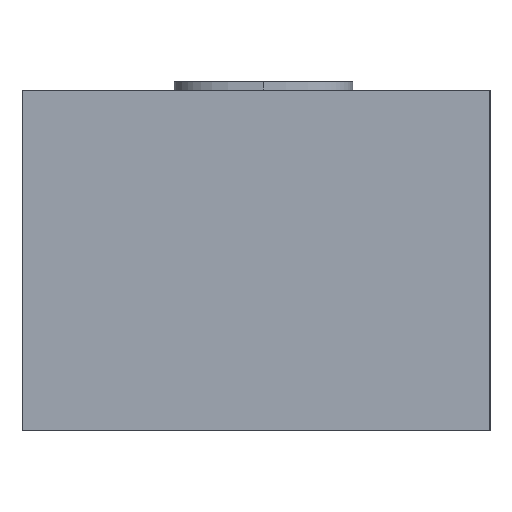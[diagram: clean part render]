
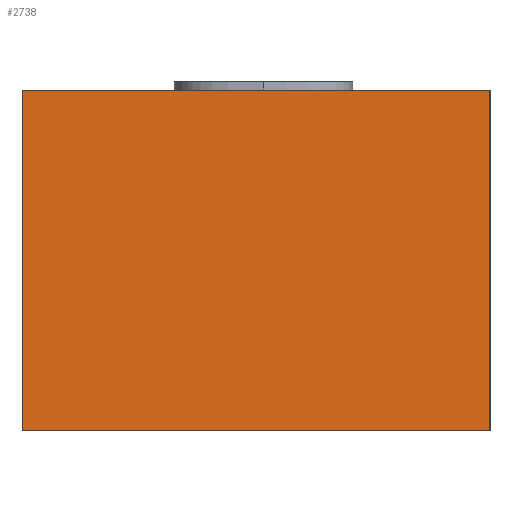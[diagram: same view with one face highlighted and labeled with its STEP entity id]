
A CAD part, left-side view. The second image highlights one B-rep face of the part: STEP entity #2738.
In plain terms, the highlighted planar face has unit normal (-1, 0, 0).
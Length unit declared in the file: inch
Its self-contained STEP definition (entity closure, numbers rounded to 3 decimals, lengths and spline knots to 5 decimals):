
#46 = PLANE('',#47);
#47 = AXIS2_PLACEMENT_3D('',#48,#49,#50);
#48 = CARTESIAN_POINT('',(-0.0434,-0.01083,
    0.01575));
#49 = DIRECTION('',(0.,0.,-1.));
#50 = DIRECTION('',(1.,0.,0.));
#71 = VERTEX_POINT('',#72);
#72 = CARTESIAN_POINT('',(-0.02264,-0.01083,
    0.01575));
#86 = PLANE('',#87);
#87 = AXIS2_PLACEMENT_3D('',#88,#89,#90);
#88 = CARTESIAN_POINT('',(-0.0434,-0.01083,
    0.01378));
#89 = DIRECTION('',(0.,1.,0.));
#90 = DIRECTION('',(-1.,0.,0.));
#98 = EDGE_CURVE('',#71,#99,#101,.T.);
#99 = VERTEX_POINT('',#100);
#100 = CARTESIAN_POINT('',(-0.02264,0.01083,
    0.01575));
#101 = SURFACE_CURVE('',#102,(#106,#113),.PCURVE_S1.);
#102 = LINE('',#103,#104);
#103 = CARTESIAN_POINT('',(-0.02264,-0.01083,
    0.01575));
#104 = VECTOR('',#105,0.03937);
#105 = DIRECTION('',(0.,1.,0.));
#106 = PCURVE('',#46,#107);
#107 = DEFINITIONAL_REPRESENTATION('',(#108),#112);
#108 = LINE('',#109,#110);
#109 = CARTESIAN_POINT('',(0.021,0.));
#110 = VECTOR('',#111,1.);
#111 = DIRECTION('',(0.,-1.));
#112 = ( GEOMETRIC_REPRESENTATION_CONTEXT(2) 
PARAMETRIC_REPRESENTATION_CONTEXT() REPRESENTATION_CONTEXT('2D SPACE',''
  ) );
#113 = PCURVE('',#114,#119);
#114 = PLANE('',#115);
#115 = AXIS2_PLACEMENT_3D('',#116,#117,#118);
#116 = CARTESIAN_POINT('',(-0.02264,-0.01083,
    0.01575));
#117 = DIRECTION('',(-1.,0.,0.));
#118 = DIRECTION('',(0.,0.,-1.));
#119 = DEFINITIONAL_REPRESENTATION('',(#120),#124);
#120 = LINE('',#121,#122);
#121 = CARTESIAN_POINT('',(0.,0.));
#122 = VECTOR('',#123,1.);
#123 = DIRECTION('',(0.,-1.));
#124 = ( GEOMETRIC_REPRESENTATION_CONTEXT(2) 
PARAMETRIC_REPRESENTATION_CONTEXT() REPRESENTATION_CONTEXT('2D SPACE',''
  ) );
#142 = PLANE('',#143);
#143 = AXIS2_PLACEMENT_3D('',#144,#145,#146);
#144 = CARTESIAN_POINT('',(-0.0434,0.01083,
    0.01575));
#145 = DIRECTION('',(0.,-1.,0.));
#146 = DIRECTION('',(0.,0.,-1.));
#500 = VERTEX_POINT('',#501);
#501 = CARTESIAN_POINT('',(-0.02264,-0.01083,
    0.));
#515 = PLANE('',#516);
#516 = AXIS2_PLACEMENT_3D('',#517,#518,#519);
#517 = CARTESIAN_POINT('',(-0.02264,-0.01083,
    0.));
#518 = DIRECTION('',(0.,0.,1.));
#519 = DIRECTION('',(0.,-1.,0.));
#527 = EDGE_CURVE('',#71,#500,#528,.T.);
#528 = SURFACE_CURVE('',#529,(#533,#540),.PCURVE_S1.);
#529 = LINE('',#530,#531);
#530 = CARTESIAN_POINT('',(-0.02264,-0.01083,
    0.01575));
#531 = VECTOR('',#532,0.03937);
#532 = DIRECTION('',(0.,0.,-1.));
#533 = PCURVE('',#86,#534);
#534 = DEFINITIONAL_REPRESENTATION('',(#535),#539);
#535 = LINE('',#536,#537);
#536 = CARTESIAN_POINT('',(-0.021,0.002));
#537 = VECTOR('',#538,1.);
#538 = DIRECTION('',(0.,-1.));
#539 = ( GEOMETRIC_REPRESENTATION_CONTEXT(2) 
PARAMETRIC_REPRESENTATION_CONTEXT() REPRESENTATION_CONTEXT('2D SPACE',''
  ) );
#540 = PCURVE('',#114,#541);
#541 = DEFINITIONAL_REPRESENTATION('',(#542),#546);
#542 = LINE('',#543,#544);
#543 = CARTESIAN_POINT('',(0.,0.));
#544 = VECTOR('',#545,1.);
#545 = DIRECTION('',(1.,0.));
#546 = ( GEOMETRIC_REPRESENTATION_CONTEXT(2) 
PARAMETRIC_REPRESENTATION_CONTEXT() REPRESENTATION_CONTEXT('2D SPACE',''
  ) );
#2738 = ADVANCED_FACE('',(#2739),#114,.T.);
#2739 = FACE_BOUND('',#2740,.T.);
#2740 = EDGE_LOOP('',(#2741,#2764,#2785,#2786));
#2741 = ORIENTED_EDGE('',*,*,#2742,.T.);
#2742 = EDGE_CURVE('',#99,#2743,#2745,.T.);
#2743 = VERTEX_POINT('',#2744);
#2744 = CARTESIAN_POINT('',(-0.02264,0.01083,
    0.));
#2745 = SURFACE_CURVE('',#2746,(#2750,#2757),.PCURVE_S1.);
#2746 = LINE('',#2747,#2748);
#2747 = CARTESIAN_POINT('',(-0.02264,0.01083,
    0.01575));
#2748 = VECTOR('',#2749,0.03937);
#2749 = DIRECTION('',(0.,0.,-1.));
#2750 = PCURVE('',#114,#2751);
#2751 = DEFINITIONAL_REPRESENTATION('',(#2752),#2756);
#2752 = LINE('',#2753,#2754);
#2753 = CARTESIAN_POINT('',(0.,-0.022));
#2754 = VECTOR('',#2755,1.);
#2755 = DIRECTION('',(1.,0.));
#2756 = ( GEOMETRIC_REPRESENTATION_CONTEXT(2) 
PARAMETRIC_REPRESENTATION_CONTEXT() REPRESENTATION_CONTEXT('2D SPACE',''
  ) );
#2757 = PCURVE('',#142,#2758);
#2758 = DEFINITIONAL_REPRESENTATION('',(#2759),#2763);
#2759 = LINE('',#2760,#2761);
#2760 = CARTESIAN_POINT('',(0.,0.021));
#2761 = VECTOR('',#2762,1.);
#2762 = DIRECTION('',(1.,0.));
#2763 = ( GEOMETRIC_REPRESENTATION_CONTEXT(2) 
PARAMETRIC_REPRESENTATION_CONTEXT() REPRESENTATION_CONTEXT('2D SPACE',''
  ) );
#2764 = ORIENTED_EDGE('',*,*,#2765,.T.);
#2765 = EDGE_CURVE('',#2743,#500,#2766,.T.);
#2766 = SURFACE_CURVE('',#2767,(#2771,#2778),.PCURVE_S1.);
#2767 = LINE('',#2768,#2769);
#2768 = CARTESIAN_POINT('',(-0.02264,-0.01083,
    0.));
#2769 = VECTOR('',#2770,0.03937);
#2770 = DIRECTION('',(0.,-1.,0.));
#2771 = PCURVE('',#114,#2772);
#2772 = DEFINITIONAL_REPRESENTATION('',(#2773),#2777);
#2773 = LINE('',#2774,#2775);
#2774 = CARTESIAN_POINT('',(0.016,0.));
#2775 = VECTOR('',#2776,1.);
#2776 = DIRECTION('',(0.,1.));
#2777 = ( GEOMETRIC_REPRESENTATION_CONTEXT(2) 
PARAMETRIC_REPRESENTATION_CONTEXT() REPRESENTATION_CONTEXT('2D SPACE',''
  ) );
#2778 = PCURVE('',#515,#2779);
#2779 = DEFINITIONAL_REPRESENTATION('',(#2780),#2784);
#2780 = LINE('',#2781,#2782);
#2781 = CARTESIAN_POINT('',(0.,0.));
#2782 = VECTOR('',#2783,1.);
#2783 = DIRECTION('',(1.,0.));
#2784 = ( GEOMETRIC_REPRESENTATION_CONTEXT(2) 
PARAMETRIC_REPRESENTATION_CONTEXT() REPRESENTATION_CONTEXT('2D SPACE',''
  ) );
#2785 = ORIENTED_EDGE('',*,*,#527,.F.);
#2786 = ORIENTED_EDGE('',*,*,#98,.T.);
